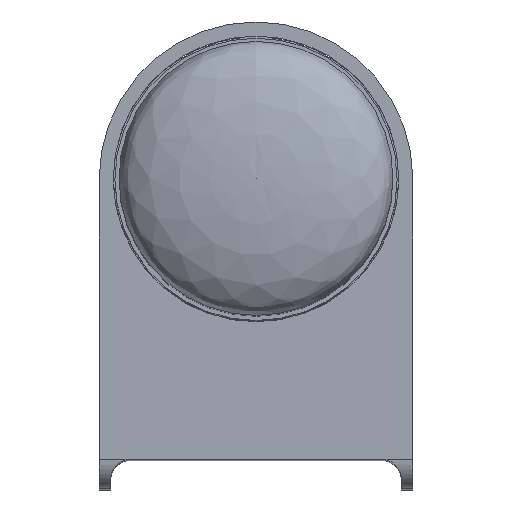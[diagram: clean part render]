
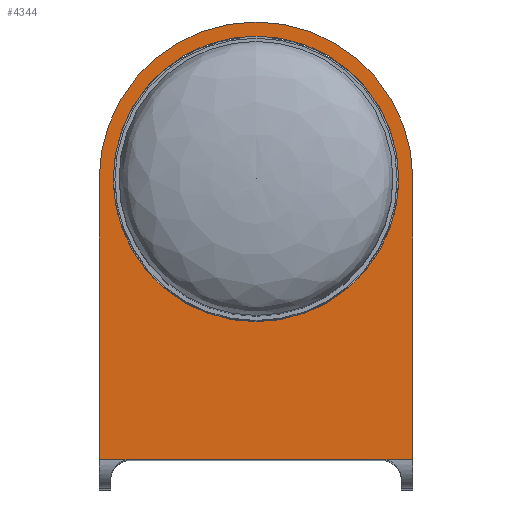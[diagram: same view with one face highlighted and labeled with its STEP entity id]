
A CAD part, top view. The second image highlights one B-rep face of the part: STEP entity #4344.
In plain terms, the highlighted planar face has unit normal (0, 0, 1).
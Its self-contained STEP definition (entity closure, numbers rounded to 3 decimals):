
#34=FACE_BOUND('',#1498,.T.);
#428=LINE('',#6940,#881);
#448=LINE('',#7006,#901);
#449=LINE('',#7011,#902);
#450=LINE('',#7014,#903);
#453=LINE('',#7019,#906);
#881=VECTOR('',#5585,10.);
#901=VECTOR('',#5655,10.);
#902=VECTOR('',#5662,10.);
#903=VECTOR('',#5665,10.);
#906=VECTOR('',#5670,10.);
#1244=FACE_OUTER_BOUND('',#1497,.T.);
#1497=EDGE_LOOP('',(#3620,#3621,#3622,#3623,#3624,#3625));
#1498=EDGE_LOOP('',(#3626));
#1699=CIRCLE('',#4679,16.2);
#1700=CIRCLE('',#4680,14.75);
#2009=VERTEX_POINT('',#6817);
#2017=VERTEX_POINT('',#6854);
#2059=VERTEX_POINT('',#7003);
#2060=VERTEX_POINT('',#7005);
#2061=VERTEX_POINT('',#7009);
#2062=VERTEX_POINT('',#7013);
#2064=VERTEX_POINT('',#7021);
#2573=EDGE_CURVE('',#2009,#2017,#428,.T.);
#2606=EDGE_CURVE('',#2060,#2059,#448,.T.);
#2609=EDGE_CURVE('',#2061,#2009,#449,.T.);
#2610=EDGE_CURVE('',#2062,#2061,#450,.T.);
#2613=EDGE_CURVE('',#2060,#2017,#453,.T.);
#2614=EDGE_CURVE('',#2059,#2062,#1699,.T.);
#2615=EDGE_CURVE('',#2064,#2064,#1700,.T.);
#3620=ORIENTED_EDGE('',*,*,#2609,.T.);
#3621=ORIENTED_EDGE('',*,*,#2573,.T.);
#3622=ORIENTED_EDGE('',*,*,#2613,.F.);
#3623=ORIENTED_EDGE('',*,*,#2606,.T.);
#3624=ORIENTED_EDGE('',*,*,#2614,.T.);
#3625=ORIENTED_EDGE('',*,*,#2610,.T.);
#3626=ORIENTED_EDGE('',*,*,#2615,.T.);
#4149=PLANE('',#4678);
#4344=ADVANCED_FACE('',(#1244,#34),#4149,.T.);
#4678=AXIS2_PLACEMENT_3D('',#7018,#5668,#5669);
#4679=AXIS2_PLACEMENT_3D('',#7020,#5671,#5672);
#4680=AXIS2_PLACEMENT_3D('',#7022,#5673,#5674);
#5585=DIRECTION('',(1.,0.,0.));
#5655=DIRECTION('',(0.,1.,0.));
#5662=DIRECTION('',(1.,0.,0.));
#5665=DIRECTION('',(0.,-1.,0.));
#5668=DIRECTION('center_axis',(0.,0.,1.));
#5669=DIRECTION('ref_axis',(1.,0.,0.));
#5670=DIRECTION('',(-1.,0.,0.));
#5671=DIRECTION('center_axis',(0.,0.,1.));
#5672=DIRECTION('ref_axis',(1.,0.,0.));
#5673=DIRECTION('center_axis',(0.,0.,-1.));
#5674=DIRECTION('ref_axis',(0.,-1.,0.));
#6817=CARTESIAN_POINT('',(-13.,-29.,23.8));
#6854=CARTESIAN_POINT('',(13.,-29.,23.8));
#6940=CARTESIAN_POINT('',(15.,-29.,23.8));
#7003=CARTESIAN_POINT('',(16.2,0.,23.8));
#7005=CARTESIAN_POINT('',(16.2,-29.,23.8));
#7006=CARTESIAN_POINT('',(16.2,-32.,23.8));
#7009=CARTESIAN_POINT('',(-16.2,-29.,23.8));
#7011=CARTESIAN_POINT('',(15.,-29.,23.8));
#7013=CARTESIAN_POINT('',(-16.2,0.,23.8));
#7014=CARTESIAN_POINT('',(-16.2,0.,23.8));
#7018=CARTESIAN_POINT('Origin',(0.,-7.9,23.8));
#7019=CARTESIAN_POINT('',(8.1,-29.,23.8));
#7020=CARTESIAN_POINT('Origin',(0.,0.,23.8));
#7021=CARTESIAN_POINT('',(0.,14.75,23.8));
#7022=CARTESIAN_POINT('Origin',(0.,0.,23.8));
